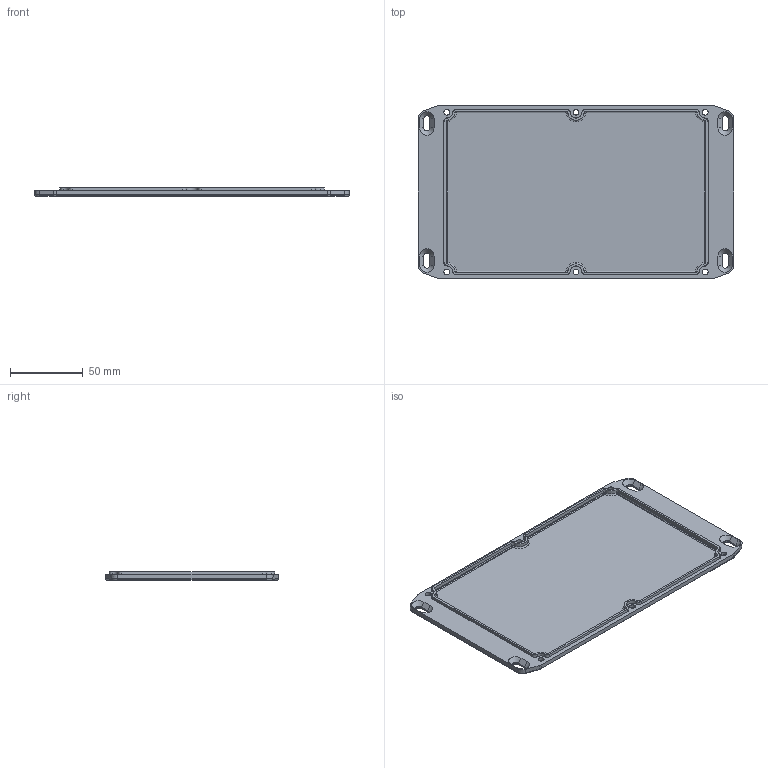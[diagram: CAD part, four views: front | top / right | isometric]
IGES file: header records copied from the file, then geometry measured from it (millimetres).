
Global section: file name: No Iges File Name specified; native system: AutoDesk Inventor R10; preprocessor: AutoDesk Inventor Iges Exporter R10; author: No Author specified; organization: No Organization specified; date: 20050811.091108; units: millimetre
Bounding box: 217 x 119.5 x 6 mm (x, y, z)
Volume: 73649.3 mm3; surface area: 56809.5 mm2
Topology: 1 solids, 1 shells, 182 faces, 470 edges, 288 vertices
Faces by surface type: bspline 54, revolution 46, plane 44, cylinder 22, torus 8, cone 8
